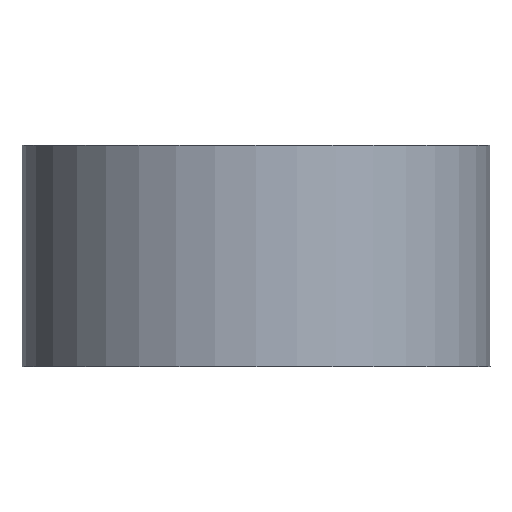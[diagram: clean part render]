
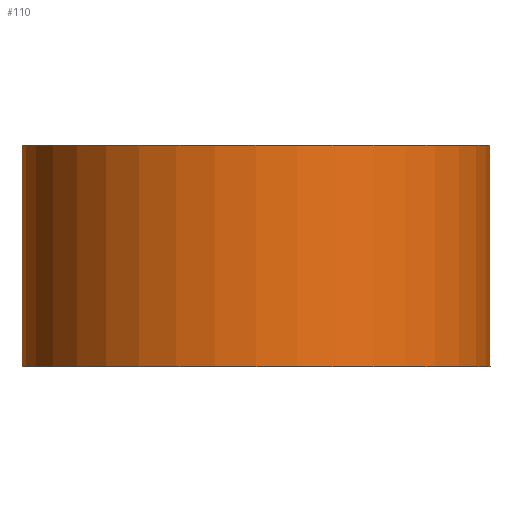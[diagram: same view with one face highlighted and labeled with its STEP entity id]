
A CAD part, front view. The second image highlights one B-rep face of the part: STEP entity #110.
In plain terms, the highlighted cylindrical face has radius 6.35 mm (diameter 12.7 mm), a partial arc.
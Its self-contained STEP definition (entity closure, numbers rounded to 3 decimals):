
#12 = AXIS2_PLACEMENT_3D ( 'NONE', #104, #34, #154 ) ;
#13 = FACE_OUTER_BOUND ( 'NONE', #55, .T. ) ;
#17 = CARTESIAN_POINT ( 'NONE',  ( -6.35, 0., 6. ) ) ;
#29 = ORIENTED_EDGE ( 'NONE', *, *, #124, .F. ) ;
#32 = CIRCLE ( 'NONE', #12, 6.35 ) ;
#34 = DIRECTION ( 'NONE',  ( 0., 0., -1. ) ) ;
#37 = EDGE_CURVE ( 'NONE', #136, #191, #92, .T. ) ;
#45 = DIRECTION ( 'NONE',  ( -1., 0., 0. ) ) ;
#47 = DIRECTION ( 'NONE',  ( 0., 0., -1. ) ) ;
#50 = VECTOR ( 'NONE', #139, 1000. ) ;
#55 = EDGE_LOOP ( 'NONE', ( #29, #75, #149, #161 ) ) ;
#58 = VECTOR ( 'NONE', #107, 1000. ) ;
#73 = CARTESIAN_POINT ( 'NONE',  ( 0., 0., 0. ) ) ;
#75 = ORIENTED_EDGE ( 'NONE', *, *, #151, .T. ) ;
#76 = CYLINDRICAL_SURFACE ( 'NONE', #90, 6.35 ) ;
#77 = CARTESIAN_POINT ( 'NONE',  ( 6.35, 0., 0. ) ) ;
#90 = AXIS2_PLACEMENT_3D ( 'NONE', #94, #47, #45 ) ;
#92 = LINE ( 'NONE', #17, #58 ) ;
#94 = CARTESIAN_POINT ( 'NONE',  ( 0., 0., 6. ) ) ;
#104 = CARTESIAN_POINT ( 'NONE',  ( 0., 0., 6. ) ) ;
#105 = VERTEX_POINT ( 'NONE', #109 ) ;
#107 = DIRECTION ( 'NONE',  ( 0., 0., -1. ) ) ;
#109 = CARTESIAN_POINT ( 'NONE',  ( 6.35, 0., 6. ) ) ;
#110 = ADVANCED_FACE ( 'NONE', ( #13 ), #76, .T. ) ;
#121 = EDGE_CURVE ( 'NONE', #191, #164, #186, .T. ) ;
#123 = LINE ( 'NONE', #170, #50 ) ;
#124 = EDGE_CURVE ( 'NONE', #105, #164, #123, .T. ) ;
#136 = VERTEX_POINT ( 'NONE', #153 ) ;
#139 = DIRECTION ( 'NONE',  ( 0., 0., -1. ) ) ;
#149 = ORIENTED_EDGE ( 'NONE', *, *, #37, .T. ) ;
#151 = EDGE_CURVE ( 'NONE', #105, #136, #32, .T. ) ;
#153 = CARTESIAN_POINT ( 'NONE',  ( -6.35, 0., 6. ) ) ;
#154 = DIRECTION ( 'NONE',  ( 1., 0., 0. ) ) ;
#160 = AXIS2_PLACEMENT_3D ( 'NONE', #73, #196, #168 ) ;
#161 = ORIENTED_EDGE ( 'NONE', *, *, #121, .T. ) ;
#164 = VERTEX_POINT ( 'NONE', #77 ) ;
#168 = DIRECTION ( 'NONE',  ( 1., 0., 0. ) ) ;
#170 = CARTESIAN_POINT ( 'NONE',  ( 6.35, 0., 6. ) ) ;
#173 = CARTESIAN_POINT ( 'NONE',  ( -6.35, 0., 0. ) ) ;
#186 = CIRCLE ( 'NONE', #160, 6.35 ) ;
#191 = VERTEX_POINT ( 'NONE', #173 ) ;
#196 = DIRECTION ( 'NONE',  ( 0., 0., 1. ) ) ;
